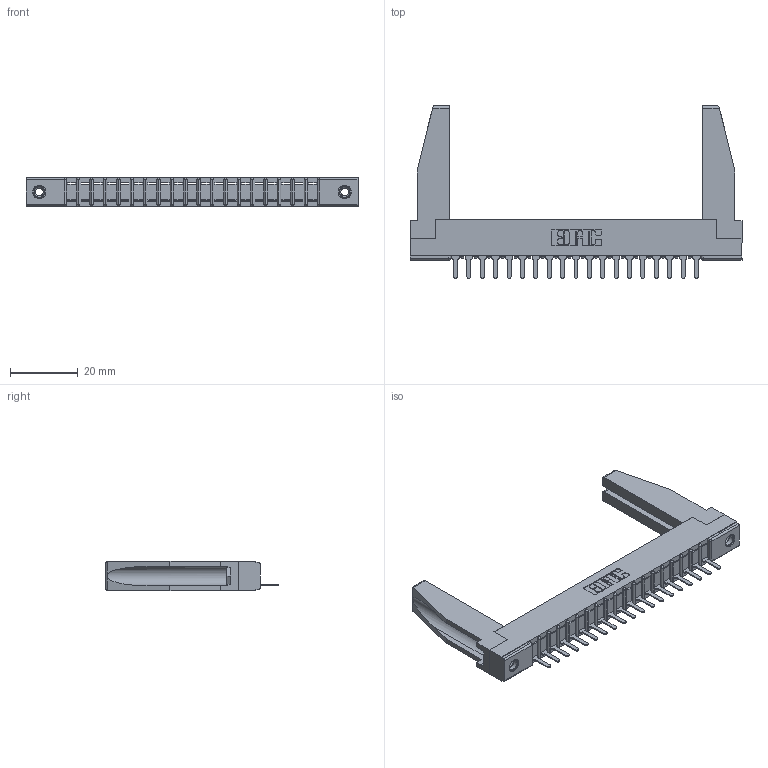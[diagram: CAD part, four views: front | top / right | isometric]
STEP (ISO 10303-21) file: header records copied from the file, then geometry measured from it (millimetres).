
FILE_DESCRIPTION (( 'STEP AP203' ), '1' );
FILE_NAME ('307-019-425-178.STEP', '2020-09-26T23:52:55', ( '' ), ( '' ), 'SwSTEP 2.0', 'SolidWorks 2020', '' );
FILE_SCHEMA (( 'CONFIG_CONTROL_DESIGN' ));
Length unit declared in the file: inch
Products named in the file (5): 307-290-001_525; 307-220-078; 307 Part_.156 Dia Mounting Holes; 345-250-001_345-250-001-102; 307-019-425-178
Assembly tree (24 placements, depth 2):
  307-019-425-178
    307 Part_.156 Dia Mounting Holes
    307-290-001_525  x19
    307-220-078  x2
    345-250-001_345-250-001-102  x2
Bounding box: 98.3 x 51.13 x 8.71 mm (x, y, z)
Volume: 10192.2 mm3; surface area: 13221.4 mm2
Topology: 24 solids, 24 shells, 1332 faces, 3731 edges, 2398 vertices
Faces by surface type: plane 857, cylinder 419, sphere 40, cone 12, torus 4
Entity records: 21531 total; most frequent: CARTESIAN_POINT 3618, ORIENTED_EDGE 3560, DIRECTION 3488, EDGE_CURVE 1780, VECTOR 1360, LINE 1360, VERTEX_POINT 1152, AXIS2_PLACEMENT_3D 1064
